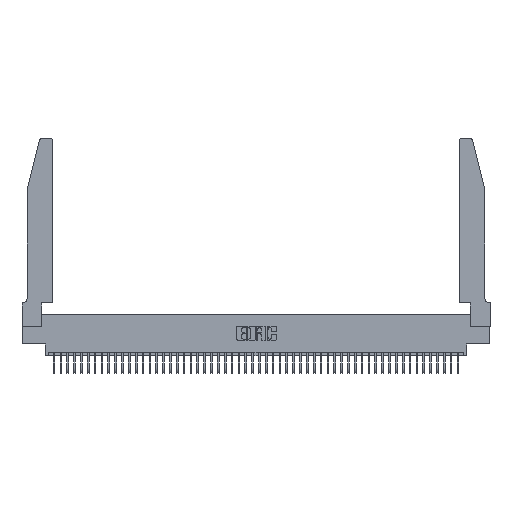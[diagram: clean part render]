
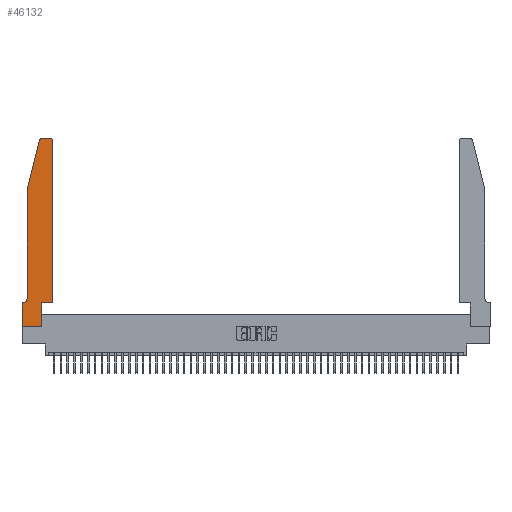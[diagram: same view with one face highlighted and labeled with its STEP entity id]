
A CAD part, top view. The second image highlights one B-rep face of the part: STEP entity #46132.
In plain terms, the highlighted planar face has unit normal (0, 0, 1).
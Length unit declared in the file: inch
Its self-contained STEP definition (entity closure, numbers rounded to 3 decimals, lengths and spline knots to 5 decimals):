
#123 = AXIS2_PLACEMENT_3D ( 'NONE', #17900, #6136, #25876 ) ;
#483 = DIRECTION ( 'NONE',  ( 1., 0., 0. ) ) ;
#519 = VECTOR ( 'NONE', #16348, 39.37008 ) ;
#769 = DIRECTION ( 'NONE',  ( 0., 0., 1. ) ) ;
#1377 = ORIENTED_EDGE ( 'NONE', *, *, #41472, .T. ) ;
#1389 = DIRECTION ( 'NONE',  ( -1., 0., 0. ) ) ;
#1465 = CARTESIAN_POINT ( 'NONE',  ( 0.4505, 2.72, 0.37 ) ) ;
#1547 = DIRECTION ( 'NONE',  ( 0., -1., 0. ) ) ;
#1888 = LINE ( 'NONE', #47863, #16674 ) ;
#2539 = CARTESIAN_POINT ( 'NONE',  ( 0.2865, 0.35, 0.37 ) ) ;
#2818 = VERTEX_POINT ( 'NONE', #26803 ) ;
#3051 = VERTEX_POINT ( 'NONE', #11463 ) ;
#3664 = ORIENTED_EDGE ( 'NONE', *, *, #20272, .T. ) ;
#4222 = LINE ( 'NONE', #2539, #43829 ) ;
#4286 = CARTESIAN_POINT ( 'NONE',  ( 0.0755, 0.35, 0.37 ) ) ;
#5026 = CARTESIAN_POINT ( 'NONE',  ( 0.4505, 0.35, 0.37 ) ) ;
#5164 = AXIS2_PLACEMENT_3D ( 'NONE', #34931, #7399, #6739 ) ;
#5486 = VERTEX_POINT ( 'NONE', #46944 ) ;
#5542 = DIRECTION ( 'NONE',  ( -0.239, -0.971, 0. ) ) ;
#5654 = ORIENTED_EDGE ( 'NONE', *, *, #39255, .T. ) ;
#5735 = LINE ( 'NONE', #5026, #30495 ) ;
#6136 = DIRECTION ( 'NONE',  ( 0., 0., 1. ) ) ;
#6739 = DIRECTION ( 'NONE',  ( 1., 0., 0. ) ) ;
#6746 = ORIENTED_EDGE ( 'NONE', *, *, #29000, .T. ) ;
#7246 = PLANE ( 'NONE',  #5164 ) ;
#7275 = ORIENTED_EDGE ( 'NONE', *, *, #50195, .T. ) ;
#7399 = DIRECTION ( 'NONE',  ( 0., 0., 1. ) ) ;
#7859 = VECTOR ( 'NONE', #1547, 39.37008 ) ;
#7985 = CARTESIAN_POINT ( 'NONE',  ( 0.0755, 2., 0.37 ) ) ;
#8123 = LINE ( 'NONE', #15582, #27276 ) ;
#8395 = CIRCLE ( 'NONE', #37804, 0.03 ) ;
#8824 = VERTEX_POINT ( 'NONE', #16030 ) ;
#11463 = CARTESIAN_POINT ( 'NONE',  ( 0.2865, 0.35, 0.37 ) ) ;
#11704 = CIRCLE ( 'NONE', #123, 0.03 ) ;
#13748 = CARTESIAN_POINT ( 'NONE',  ( 0.0055, 0.42, 0.37 ) ) ;
#14419 = EDGE_CURVE ( 'NONE', #50729, #43967, #5735, .T. ) ;
#14682 = CARTESIAN_POINT ( 'NONE',  ( 0.25487, 2.72718, 0.37 ) ) ;
#15582 = CARTESIAN_POINT ( 'NONE',  ( 0., 0., 0.37 ) ) ;
#16030 = CARTESIAN_POINT ( 'NONE',  ( 0.4205, 2.75, 0.37 ) ) ;
#16139 = EDGE_CURVE ( 'NONE', #35215, #23113, #11704, .T. ) ;
#16146 = EDGE_CURVE ( 'NONE', #2818, #46557, #50741, .T. ) ;
#16348 = DIRECTION ( 'NONE',  ( -1., 0., 0. ) ) ;
#16658 = CARTESIAN_POINT ( 'NONE',  ( 0.4205, 2.72, 0.37 ) ) ;
#16674 = VECTOR ( 'NONE', #483, 39.37008 ) ;
#17900 = CARTESIAN_POINT ( 'NONE',  ( 0.284, 2.72, 0.37 ) ) ;
#17973 = ORIENTED_EDGE ( 'NONE', *, *, #16139, .T. ) ;
#18067 = DIRECTION ( 'NONE',  ( 0., 0., -1. ) ) ;
#18870 = CARTESIAN_POINT ( 'NONE',  ( 0., 0.35, 0.37 ) ) ;
#20272 = EDGE_CURVE ( 'NONE', #3051, #50729, #1888, .T. ) ;
#20670 = VECTOR ( 'NONE', #1389, 39.37008 ) ;
#21105 = DIRECTION ( 'NONE',  ( 0., 1., 0. ) ) ;
#23113 = VERTEX_POINT ( 'NONE', #14682 ) ;
#23127 = ORIENTED_EDGE ( 'NONE', *, *, #40651, .T. ) ;
#23250 = LINE ( 'NONE', #33236, #26979 ) ;
#24738 = ORIENTED_EDGE ( 'NONE', *, *, #14419, .T. ) ;
#24911 = CARTESIAN_POINT ( 'NONE',  ( 0.2605, 2.75, 0.37 ) ) ;
#25876 = DIRECTION ( 'NONE',  ( 1., 0., 0. ) ) ;
#26262 = EDGE_CURVE ( 'NONE', #32751, #2818, #34488, .T. ) ;
#26270 = EDGE_CURVE ( 'NONE', #5486, #48006, #30183, .T. ) ;
#26803 = CARTESIAN_POINT ( 'NONE',  ( 0.0755, 0.42, 0.37 ) ) ;
#26979 = VECTOR ( 'NONE', #5542, 39.37008 ) ;
#27276 = VECTOR ( 'NONE', #34113, 39.37008 ) ;
#28631 = AXIS2_PLACEMENT_3D ( 'NONE', #13748, #18067, #30020 ) ;
#29000 = EDGE_CURVE ( 'NONE', #8824, #35215, #42939, .T. ) ;
#29227 = CARTESIAN_POINT ( 'NONE',  ( 0., 0., 0.37 ) ) ;
#29831 = ORIENTED_EDGE ( 'NONE', *, *, #16146, .T. ) ;
#30020 = DIRECTION ( 'NONE',  ( -1., 0., 0. ) ) ;
#30183 = LINE ( 'NONE', #29227, #43782 ) ;
#30495 = VECTOR ( 'NONE', #21105, 39.37008 ) ;
#32751 = VERTEX_POINT ( 'NONE', #7985 ) ;
#33208 = DIRECTION ( 'NONE',  ( 1., 0., 0. ) ) ;
#33236 = CARTESIAN_POINT ( 'NONE',  ( 0.0755, 2., 0.37 ) ) ;
#34113 = DIRECTION ( 'NONE',  ( 0., -1., 0. ) ) ;
#34351 = EDGE_CURVE ( 'NONE', #48006, #3051, #4222, .T. ) ;
#34439 = CARTESIAN_POINT ( 'NONE',  ( 0.2865, 0., 0.37 ) ) ;
#34488 = LINE ( 'NONE', #44940, #7859 ) ;
#34931 = CARTESIAN_POINT ( 'NONE',  ( 0., 0.35, 0.37 ) ) ;
#35215 = VERTEX_POINT ( 'NONE', #47379 ) ;
#36372 = CARTESIAN_POINT ( 'NONE',  ( 0.4505, 0.35, 0.37 ) ) ;
#37517 = CARTESIAN_POINT ( 'NONE',  ( 0.0055, 0.35, 0.37 ) ) ;
#37804 = AXIS2_PLACEMENT_3D ( 'NONE', #16658, #769, #40375 ) ;
#38602 = ORIENTED_EDGE ( 'NONE', *, *, #26270, .T. ) ;
#39255 = EDGE_CURVE ( 'NONE', #44188, #5486, #8123, .T. ) ;
#40375 = DIRECTION ( 'NONE',  ( 1., 0., 0. ) ) ;
#40651 = EDGE_CURVE ( 'NONE', #43967, #8824, #8395, .T. ) ;
#41472 = EDGE_CURVE ( 'NONE', #23113, #32751, #23250, .T. ) ;
#42780 = DIRECTION ( 'NONE',  ( 0., 1., 0. ) ) ;
#42939 = LINE ( 'NONE', #24911, #20670 ) ;
#43782 = VECTOR ( 'NONE', #33208, 39.37008 ) ;
#43829 = VECTOR ( 'NONE', #42780, 39.37008 ) ;
#43967 = VERTEX_POINT ( 'NONE', #1465 ) ;
#44188 = VERTEX_POINT ( 'NONE', #18870 ) ;
#44940 = CARTESIAN_POINT ( 'NONE',  ( 0.0755, 2., 0.37 ) ) ;
#45700 = ORIENTED_EDGE ( 'NONE', *, *, #26262, .T. ) ;
#46132 = ADVANCED_FACE ( 'NONE', ( #47998 ), #7246, .T. ) ;
#46465 = EDGE_LOOP ( 'NONE', ( #6746, #17973, #1377, #45700, #29831, #7275, #5654, #38602, #50045, #3664, #24738, #23127 ) ) ;
#46557 = VERTEX_POINT ( 'NONE', #37517 ) ;
#46944 = CARTESIAN_POINT ( 'NONE',  ( 0., 0., 0.37 ) ) ;
#47379 = CARTESIAN_POINT ( 'NONE',  ( 0.284, 2.75, 0.37 ) ) ;
#47863 = CARTESIAN_POINT ( 'NONE',  ( 0.4505, 0.35, 0.37 ) ) ;
#47998 = FACE_OUTER_BOUND ( 'NONE', #46465, .T. ) ;
#48006 = VERTEX_POINT ( 'NONE', #34439 ) ;
#48162 = LINE ( 'NONE', #4286, #519 ) ;
#50045 = ORIENTED_EDGE ( 'NONE', *, *, #34351, .T. ) ;
#50195 = EDGE_CURVE ( 'NONE', #46557, #44188, #48162, .T. ) ;
#50729 = VERTEX_POINT ( 'NONE', #36372 ) ;
#50741 = CIRCLE ( 'NONE', #28631, 0.07 ) ;
